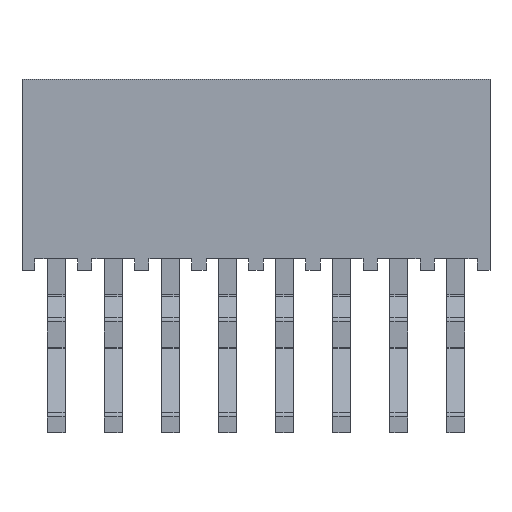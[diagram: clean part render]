
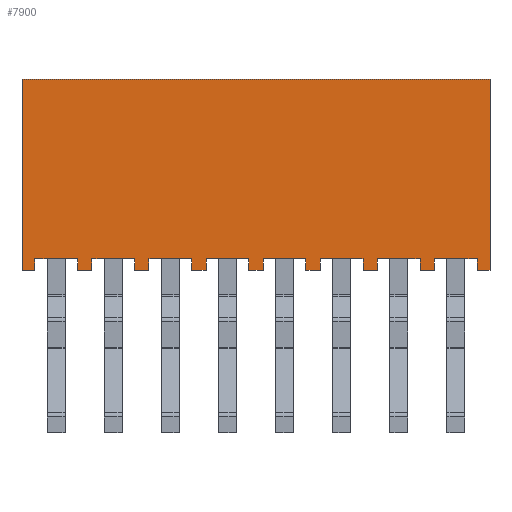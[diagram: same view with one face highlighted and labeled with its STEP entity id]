
A CAD part, front view. The second image highlights one B-rep face of the part: STEP entity #7900.
In plain terms, the highlighted face is planar.
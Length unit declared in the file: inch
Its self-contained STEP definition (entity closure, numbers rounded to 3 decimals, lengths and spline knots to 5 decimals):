
#259=ORIENTED_EDGE('',*,*,#2635,.F.);
#260=ORIENTED_EDGE('',*,*,#2636,.T.);
#261=ORIENTED_EDGE('',*,*,#2637,.F.);
#262=ORIENTED_EDGE('',*,*,#2638,.F.);
#263=ORIENTED_EDGE('',*,*,#2639,.T.);
#264=ORIENTED_EDGE('',*,*,#2640,.T.);
#265=ORIENTED_EDGE('',*,*,#2641,.F.);
#266=ORIENTED_EDGE('',*,*,#2642,.F.);
#267=ORIENTED_EDGE('',*,*,#2643,.F.);
#268=ORIENTED_EDGE('',*,*,#2644,.T.);
#269=ORIENTED_EDGE('',*,*,#2645,.F.);
#270=ORIENTED_EDGE('',*,*,#2646,.F.);
#271=ORIENTED_EDGE('',*,*,#2647,.F.);
#272=ORIENTED_EDGE('',*,*,#2648,.T.);
#273=ORIENTED_EDGE('',*,*,#2649,.F.);
#274=ORIENTED_EDGE('',*,*,#2650,.F.);
#275=ORIENTED_EDGE('',*,*,#2651,.F.);
#276=ORIENTED_EDGE('',*,*,#2652,.T.);
#277=ORIENTED_EDGE('',*,*,#2653,.F.);
#278=ORIENTED_EDGE('',*,*,#2654,.F.);
#279=ORIENTED_EDGE('',*,*,#2655,.F.);
#280=ORIENTED_EDGE('',*,*,#2656,.T.);
#281=ORIENTED_EDGE('',*,*,#2657,.F.);
#282=ORIENTED_EDGE('',*,*,#2658,.F.);
#283=ORIENTED_EDGE('',*,*,#2659,.F.);
#284=ORIENTED_EDGE('',*,*,#2660,.T.);
#285=ORIENTED_EDGE('',*,*,#2661,.F.);
#286=ORIENTED_EDGE('',*,*,#2662,.F.);
#287=ORIENTED_EDGE('',*,*,#2663,.F.);
#288=ORIENTED_EDGE('',*,*,#2664,.T.);
#289=ORIENTED_EDGE('',*,*,#2665,.F.);
#290=ORIENTED_EDGE('',*,*,#2666,.F.);
#291=ORIENTED_EDGE('',*,*,#2667,.F.);
#292=ORIENTED_EDGE('',*,*,#2668,.T.);
#293=ORIENTED_EDGE('',*,*,#2669,.F.);
#294=ORIENTED_EDGE('',*,*,#2670,.F.);
#2635=EDGE_CURVE('',#3823,#3824,#4615,.T.);
#2636=EDGE_CURVE('',#3823,#3825,#4616,.T.);
#2637=EDGE_CURVE('',#3826,#3825,#4617,.T.);
#2638=EDGE_CURVE('',#3827,#3826,#4618,.T.);
#2639=EDGE_CURVE('',#3827,#3828,#4619,.T.);
#2640=EDGE_CURVE('',#3828,#3829,#4620,.T.);
#2641=EDGE_CURVE('',#3830,#3829,#4621,.T.);
#2642=EDGE_CURVE('',#3831,#3830,#4622,.T.);
#2643=EDGE_CURVE('',#3832,#3831,#4623,.T.);
#2644=EDGE_CURVE('',#3832,#3833,#4624,.T.);
#2645=EDGE_CURVE('',#3834,#3833,#4625,.T.);
#2646=EDGE_CURVE('',#3835,#3834,#4626,.T.);
#2647=EDGE_CURVE('',#3836,#3835,#4627,.T.);
#2648=EDGE_CURVE('',#3836,#3837,#4628,.T.);
#2649=EDGE_CURVE('',#3838,#3837,#4629,.T.);
#2650=EDGE_CURVE('',#3839,#3838,#4630,.T.);
#2651=EDGE_CURVE('',#3840,#3839,#4631,.T.);
#2652=EDGE_CURVE('',#3840,#3841,#4632,.T.);
#2653=EDGE_CURVE('',#3842,#3841,#4633,.T.);
#2654=EDGE_CURVE('',#3843,#3842,#4634,.T.);
#2655=EDGE_CURVE('',#3844,#3843,#4635,.T.);
#2656=EDGE_CURVE('',#3844,#3845,#4636,.T.);
#2657=EDGE_CURVE('',#3846,#3845,#4637,.T.);
#2658=EDGE_CURVE('',#3847,#3846,#4638,.T.);
#2659=EDGE_CURVE('',#3848,#3847,#4639,.T.);
#2660=EDGE_CURVE('',#3848,#3849,#4640,.T.);
#2661=EDGE_CURVE('',#3850,#3849,#4641,.T.);
#2662=EDGE_CURVE('',#3851,#3850,#4642,.T.);
#2663=EDGE_CURVE('',#3852,#3851,#4643,.T.);
#2664=EDGE_CURVE('',#3852,#3853,#4644,.T.);
#2665=EDGE_CURVE('',#3854,#3853,#4645,.T.);
#2666=EDGE_CURVE('',#3855,#3854,#4646,.T.);
#2667=EDGE_CURVE('',#3856,#3855,#4647,.T.);
#2668=EDGE_CURVE('',#3856,#3857,#4648,.T.);
#2669=EDGE_CURVE('',#3858,#3857,#4649,.T.);
#2670=EDGE_CURVE('',#3824,#3858,#4650,.T.);
#3823=VERTEX_POINT('',#11053);
#3824=VERTEX_POINT('',#11054);
#3825=VERTEX_POINT('',#11056);
#3826=VERTEX_POINT('',#11058);
#3827=VERTEX_POINT('',#11060);
#3828=VERTEX_POINT('',#11062);
#3829=VERTEX_POINT('',#11064);
#3830=VERTEX_POINT('',#11066);
#3831=VERTEX_POINT('',#11068);
#3832=VERTEX_POINT('',#11070);
#3833=VERTEX_POINT('',#11072);
#3834=VERTEX_POINT('',#11074);
#3835=VERTEX_POINT('',#11076);
#3836=VERTEX_POINT('',#11078);
#3837=VERTEX_POINT('',#11080);
#3838=VERTEX_POINT('',#11082);
#3839=VERTEX_POINT('',#11084);
#3840=VERTEX_POINT('',#11086);
#3841=VERTEX_POINT('',#11088);
#3842=VERTEX_POINT('',#11090);
#3843=VERTEX_POINT('',#11092);
#3844=VERTEX_POINT('',#11094);
#3845=VERTEX_POINT('',#11096);
#3846=VERTEX_POINT('',#11098);
#3847=VERTEX_POINT('',#11100);
#3848=VERTEX_POINT('',#11102);
#3849=VERTEX_POINT('',#11104);
#3850=VERTEX_POINT('',#11106);
#3851=VERTEX_POINT('',#11108);
#3852=VERTEX_POINT('',#11110);
#3853=VERTEX_POINT('',#11112);
#3854=VERTEX_POINT('',#11114);
#3855=VERTEX_POINT('',#11116);
#3856=VERTEX_POINT('',#11118);
#3857=VERTEX_POINT('',#11120);
#3858=VERTEX_POINT('',#11122);
#4615=LINE('',#11052,#5675);
#4616=LINE('',#11055,#5676);
#4617=LINE('',#11057,#5677);
#4618=LINE('',#11059,#5678);
#4619=LINE('',#11061,#5679);
#4620=LINE('',#11063,#5680);
#4621=LINE('',#11065,#5681);
#4622=LINE('',#11067,#5682);
#4623=LINE('',#11069,#5683);
#4624=LINE('',#11071,#5684);
#4625=LINE('',#11073,#5685);
#4626=LINE('',#11075,#5686);
#4627=LINE('',#11077,#5687);
#4628=LINE('',#11079,#5688);
#4629=LINE('',#11081,#5689);
#4630=LINE('',#11083,#5690);
#4631=LINE('',#11085,#5691);
#4632=LINE('',#11087,#5692);
#4633=LINE('',#11089,#5693);
#4634=LINE('',#11091,#5694);
#4635=LINE('',#11093,#5695);
#4636=LINE('',#11095,#5696);
#4637=LINE('',#11097,#5697);
#4638=LINE('',#11099,#5698);
#4639=LINE('',#11101,#5699);
#4640=LINE('',#11103,#5700);
#4641=LINE('',#11105,#5701);
#4642=LINE('',#11107,#5702);
#4643=LINE('',#11109,#5703);
#4644=LINE('',#11111,#5704);
#4645=LINE('',#11113,#5705);
#4646=LINE('',#11115,#5706);
#4647=LINE('',#11117,#5707);
#4648=LINE('',#11119,#5708);
#4649=LINE('',#11121,#5709);
#4650=LINE('',#11123,#5710);
#5675=VECTOR('',#8897,39.37008);
#5676=VECTOR('',#8898,39.37008);
#5677=VECTOR('',#8899,39.37008);
#5678=VECTOR('',#8900,39.37008);
#5679=VECTOR('',#8901,39.37008);
#5680=VECTOR('',#8902,39.37008);
#5681=VECTOR('',#8903,39.37008);
#5682=VECTOR('',#8904,39.37008);
#5683=VECTOR('',#8905,39.37008);
#5684=VECTOR('',#8906,39.37008);
#5685=VECTOR('',#8907,39.37008);
#5686=VECTOR('',#8908,39.37008);
#5687=VECTOR('',#8909,39.37008);
#5688=VECTOR('',#8910,39.37008);
#5689=VECTOR('',#8911,39.37008);
#5690=VECTOR('',#8912,39.37008);
#5691=VECTOR('',#8913,39.37008);
#5692=VECTOR('',#8914,39.37008);
#5693=VECTOR('',#8915,39.37008);
#5694=VECTOR('',#8916,39.37008);
#5695=VECTOR('',#8917,39.37008);
#5696=VECTOR('',#8918,39.37008);
#5697=VECTOR('',#8919,39.37008);
#5698=VECTOR('',#8920,39.37008);
#5699=VECTOR('',#8921,39.37008);
#5700=VECTOR('',#8922,39.37008);
#5701=VECTOR('',#8923,39.37008);
#5702=VECTOR('',#8924,39.37008);
#5703=VECTOR('',#8925,39.37008);
#5704=VECTOR('',#8926,39.37008);
#5705=VECTOR('',#8927,39.37008);
#5706=VECTOR('',#8928,39.37008);
#5707=VECTOR('',#8929,39.37008);
#5708=VECTOR('',#8930,39.37008);
#5709=VECTOR('',#8931,39.37008);
#5710=VECTOR('',#8932,39.37008);
#6700=EDGE_LOOP('',(#259,#260,#261,#262,#263,#264,#265,#266,#267,#268,#269,
#270,#271,#272,#273,#274,#275,#276,#277,#278,#279,#280,#281,#282,#283,#284,
#285,#286,#287,#288,#289,#290,#291,#292,#293,#294));
#7132=FACE_BOUND('',#6700,.T.);
#7564=PLANE('',#8326);
#7900=ADVANCED_FACE('',(#7132),#7564,.F.);
#8326=AXIS2_PLACEMENT_3D('',#11051,#8895,#8896);
#8895=DIRECTION('',(0.,0.,-1.));
#8896=DIRECTION('',(-1.,0.,0.));
#8897=DIRECTION('',(0.,1.,0.));
#8898=DIRECTION('',(1.,0.,0.));
#8899=DIRECTION('',(0.,-1.,0.));
#8900=DIRECTION('',(1.,0.,0.));
#8901=DIRECTION('',(0.,-1.,0.));
#8902=DIRECTION('',(1.,0.,0.));
#8903=DIRECTION('',(0.,-1.,0.));
#8904=DIRECTION('',(-1.,0.,0.));
#8905=DIRECTION('',(0.,1.,0.));
#8906=DIRECTION('',(1.,0.,0.));
#8907=DIRECTION('',(0.,-1.,0.));
#8908=DIRECTION('',(-1.,0.,0.));
#8909=DIRECTION('',(0.,1.,0.));
#8910=DIRECTION('',(1.,0.,0.));
#8911=DIRECTION('',(0.,-1.,0.));
#8912=DIRECTION('',(-1.,0.,0.));
#8913=DIRECTION('',(0.,1.,0.));
#8914=DIRECTION('',(1.,0.,0.));
#8915=DIRECTION('',(0.,-1.,0.));
#8916=DIRECTION('',(-1.,0.,0.));
#8917=DIRECTION('',(0.,1.,0.));
#8918=DIRECTION('',(1.,0.,0.));
#8919=DIRECTION('',(0.,-1.,0.));
#8920=DIRECTION('',(-1.,0.,0.));
#8921=DIRECTION('',(0.,1.,0.));
#8922=DIRECTION('',(1.,0.,0.));
#8923=DIRECTION('',(0.,-1.,0.));
#8924=DIRECTION('',(-1.,0.,0.));
#8925=DIRECTION('',(0.,1.,0.));
#8926=DIRECTION('',(1.,0.,0.));
#8927=DIRECTION('',(0.,-1.,0.));
#8928=DIRECTION('',(-1.,0.,0.));
#8929=DIRECTION('',(0.,1.,0.));
#8930=DIRECTION('',(1.,0.,0.));
#8931=DIRECTION('',(0.,-1.,0.));
#8932=DIRECTION('',(-1.,0.,0.));
#11051=CARTESIAN_POINT('',(-0.41,0.335,0.0975));
#11052=CARTESIAN_POINT('',(0.3875,0.,0.0975));
#11053=CARTESIAN_POINT('',(0.3875,0.,0.0975));
#11054=CARTESIAN_POINT('',(0.3875,0.02,0.0975));
#11055=CARTESIAN_POINT('',(-0.41,0.,0.0975));
#11056=CARTESIAN_POINT('',(0.41,0.,0.0975));
#11057=CARTESIAN_POINT('',(0.41,0.335,0.0975));
#11058=CARTESIAN_POINT('',(0.41,0.335,0.0975));
#11059=CARTESIAN_POINT('',(-0.41,0.335,0.0975));
#11060=CARTESIAN_POINT('',(-0.41,0.335,0.0975));
#11061=CARTESIAN_POINT('',(-0.41,0.335,0.0975));
#11062=CARTESIAN_POINT('',(-0.41,0.,0.0975));
#11063=CARTESIAN_POINT('',(-0.41,0.,0.0975));
#11064=CARTESIAN_POINT('',(-0.3875,0.,0.0975));
#11065=CARTESIAN_POINT('',(-0.3875,0.02,0.0975));
#11066=CARTESIAN_POINT('',(-0.3875,0.02,0.0975));
#11067=CARTESIAN_POINT('',(-0.3125,0.02,0.0975));
#11068=CARTESIAN_POINT('',(-0.3125,0.02,0.0975));
#11069=CARTESIAN_POINT('',(-0.3125,0.,0.0975));
#11070=CARTESIAN_POINT('',(-0.3125,0.,0.0975));
#11071=CARTESIAN_POINT('',(-0.41,0.,0.0975));
#11072=CARTESIAN_POINT('',(-0.2875,0.,0.0975));
#11073=CARTESIAN_POINT('',(-0.2875,0.02,0.0975));
#11074=CARTESIAN_POINT('',(-0.2875,0.02,0.0975));
#11075=CARTESIAN_POINT('',(-0.2125,0.02,0.0975));
#11076=CARTESIAN_POINT('',(-0.2125,0.02,0.0975));
#11077=CARTESIAN_POINT('',(-0.2125,0.,0.0975));
#11078=CARTESIAN_POINT('',(-0.2125,0.,0.0975));
#11079=CARTESIAN_POINT('',(-0.41,0.,0.0975));
#11080=CARTESIAN_POINT('',(-0.1875,0.,0.0975));
#11081=CARTESIAN_POINT('',(-0.1875,0.02,0.0975));
#11082=CARTESIAN_POINT('',(-0.1875,0.02,0.0975));
#11083=CARTESIAN_POINT('',(-0.1125,0.02,0.0975));
#11084=CARTESIAN_POINT('',(-0.1125,0.02,0.0975));
#11085=CARTESIAN_POINT('',(-0.1125,0.,0.0975));
#11086=CARTESIAN_POINT('',(-0.1125,0.,0.0975));
#11087=CARTESIAN_POINT('',(-0.41,0.,0.0975));
#11088=CARTESIAN_POINT('',(-0.0875,0.,0.0975));
#11089=CARTESIAN_POINT('',(-0.0875,0.02,0.0975));
#11090=CARTESIAN_POINT('',(-0.0875,0.02,0.0975));
#11091=CARTESIAN_POINT('',(-0.0125,0.02,0.0975));
#11092=CARTESIAN_POINT('',(-0.0125,0.02,0.0975));
#11093=CARTESIAN_POINT('',(-0.0125,0.,0.0975));
#11094=CARTESIAN_POINT('',(-0.0125,0.,0.0975));
#11095=CARTESIAN_POINT('',(-0.41,0.,0.0975));
#11096=CARTESIAN_POINT('',(0.0125,0.,0.0975));
#11097=CARTESIAN_POINT('',(0.0125,0.02,0.0975));
#11098=CARTESIAN_POINT('',(0.0125,0.02,0.0975));
#11099=CARTESIAN_POINT('',(0.0875,0.02,0.0975));
#11100=CARTESIAN_POINT('',(0.0875,0.02,0.0975));
#11101=CARTESIAN_POINT('',(0.0875,0.,0.0975));
#11102=CARTESIAN_POINT('',(0.0875,0.,0.0975));
#11103=CARTESIAN_POINT('',(-0.41,0.,0.0975));
#11104=CARTESIAN_POINT('',(0.1125,0.,0.0975));
#11105=CARTESIAN_POINT('',(0.1125,0.02,0.0975));
#11106=CARTESIAN_POINT('',(0.1125,0.02,0.0975));
#11107=CARTESIAN_POINT('',(0.1875,0.02,0.0975));
#11108=CARTESIAN_POINT('',(0.1875,0.02,0.0975));
#11109=CARTESIAN_POINT('',(0.1875,0.,0.0975));
#11110=CARTESIAN_POINT('',(0.1875,0.,0.0975));
#11111=CARTESIAN_POINT('',(-0.41,0.,0.0975));
#11112=CARTESIAN_POINT('',(0.2125,0.,0.0975));
#11113=CARTESIAN_POINT('',(0.2125,0.02,0.0975));
#11114=CARTESIAN_POINT('',(0.2125,0.02,0.0975));
#11115=CARTESIAN_POINT('',(0.2875,0.02,0.0975));
#11116=CARTESIAN_POINT('',(0.2875,0.02,0.0975));
#11117=CARTESIAN_POINT('',(0.2875,0.,0.0975));
#11118=CARTESIAN_POINT('',(0.2875,0.,0.0975));
#11119=CARTESIAN_POINT('',(-0.41,0.,0.0975));
#11120=CARTESIAN_POINT('',(0.3125,0.,0.0975));
#11121=CARTESIAN_POINT('',(0.3125,0.02,0.0975));
#11122=CARTESIAN_POINT('',(0.3125,0.02,0.0975));
#11123=CARTESIAN_POINT('',(0.3875,0.02,0.0975));
